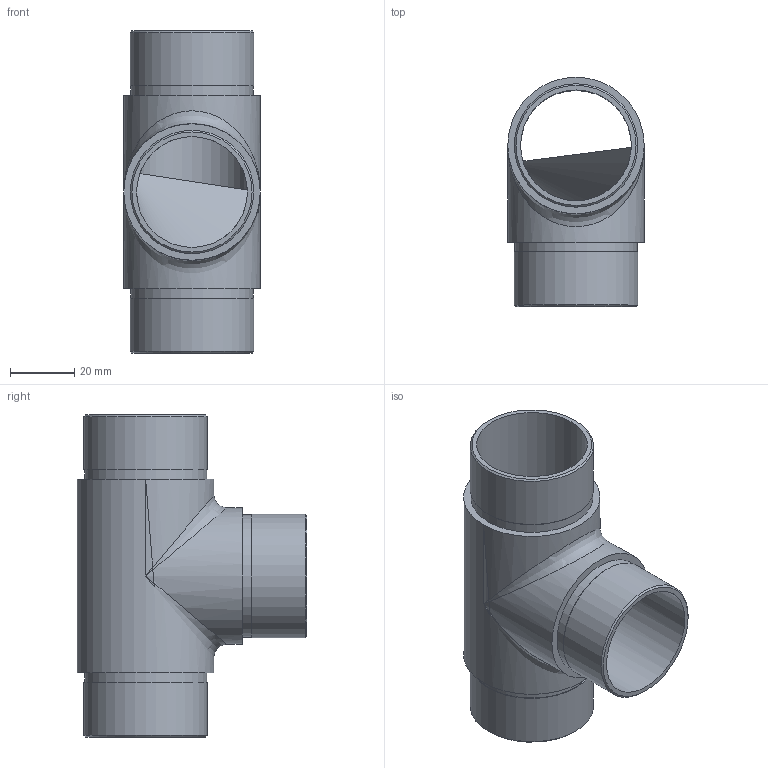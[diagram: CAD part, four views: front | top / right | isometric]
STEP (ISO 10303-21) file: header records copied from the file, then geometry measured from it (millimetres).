
FILE_DESCRIPTION (( 'STEP AP203' ), '1' );
FILE_NAME ('56210-320.step', '2020-03-02T15:34:10', ( '' ), ( '' ), 'SwSTEP 2.0', 'SolidWorks 2015', '' );
FILE_SCHEMA (( 'CONFIG_CONTROL_DESIGN' ));
Length unit declared in the file: millimetre
Products named in the file (2): 56210-320
Bounding box: 42.4 x 71.2 x 100 mm (x, y, z)
Volume: 44873 mm3; surface area: 30857.4 mm2
Topology: 1 solids, 1 shells, 244 faces, 642 edges, 424 vertices
Faces by surface type: bspline 111, plane 97, cylinder 33, cone 3
Full cylindrical faces by diameter (mm): 34.4 x2, 37.9 x3, 38.3 x3, 42.4 x2
Entity records: 12269 total; most frequent: CARTESIAN_POINT 6937, ORIENTED_EDGE 1236, DIRECTION 739, EDGE_CURVE 618, VERTEX_POINT 419, EDGE_LOOP 291, VECTOR 275, LINE 275
